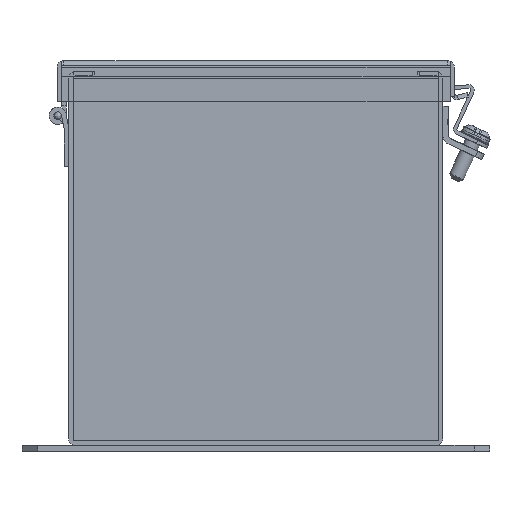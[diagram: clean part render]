
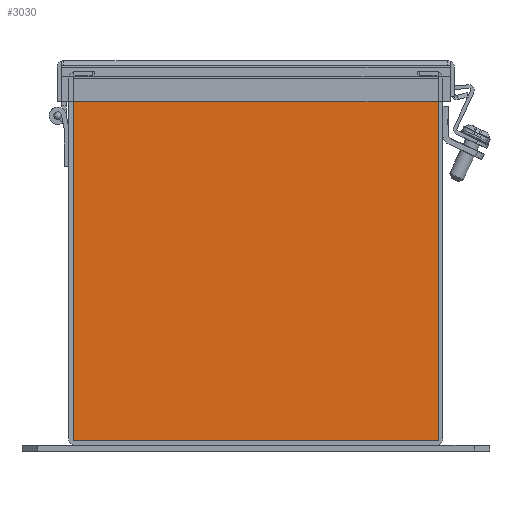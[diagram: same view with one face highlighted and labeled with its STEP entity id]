
A CAD part, left-side view. The second image highlights one B-rep face of the part: STEP entity #3030.
In plain terms, the highlighted planar face has unit normal (-1, 0, 0).
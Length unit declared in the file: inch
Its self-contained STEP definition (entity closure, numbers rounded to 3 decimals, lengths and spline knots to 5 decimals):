
#225 = PLANE ( 'NONE',  #13173 ) ;
#317 = ORIENTED_EDGE ( 'NONE', *, *, #3248, .F. ) ;
#1899 = VERTEX_POINT ( 'NONE', #12656 ) ;
#2454 = CARTESIAN_POINT ( 'NONE',  ( -35.997, 2.928, 5.892 ) ) ;
#2682 = VECTOR ( 'NONE', #3057, 39.37008 ) ;
#2769 = DIRECTION ( 'NONE',  ( 0., -1., 0. ) ) ;
#3030 = ADVANCED_FACE ( 'NONE', ( #18396 ), #225, .F. ) ;
#3057 = DIRECTION ( 'NONE',  ( 0., 0., 1. ) ) ;
#3248 = EDGE_CURVE ( 'NONE', #17121, #3275, #15853, .T. ) ;
#3275 = VERTEX_POINT ( 'NONE', #20632 ) ;
#4529 = LINE ( 'NONE', #18034, #6789 ) ;
#5516 = ORIENTED_EDGE ( 'NONE', *, *, #7668, .F. ) ;
#5596 = DIRECTION ( 'NONE',  ( 1., 0., 0. ) ) ;
#5956 = VECTOR ( 'NONE', #2769, 39.37008 ) ;
#6712 = DIRECTION ( 'NONE',  ( 0., 0., 1. ) ) ;
#6789 = VECTOR ( 'NONE', #11129, 39.37008 ) ;
#7120 = DIRECTION ( 'NONE',  ( 0., 1., 0. ) ) ;
#7333 = CARTESIAN_POINT ( 'NONE',  ( -35.997, 2.928, 0.072 ) ) ;
#7668 = EDGE_CURVE ( 'NONE', #8659, #1899, #10357, .T. ) ;
#8659 = VERTEX_POINT ( 'NONE', #13209 ) ;
#10325 = ORIENTED_EDGE ( 'NONE', *, *, #13330, .F. ) ;
#10357 = LINE ( 'NONE', #7333, #17433 ) ;
#11010 = CARTESIAN_POINT ( 'NONE',  ( -35.997, 2.928, 5.892 ) ) ;
#11129 = DIRECTION ( 'NONE',  ( 0., 0., -1. ) ) ;
#12656 = CARTESIAN_POINT ( 'NONE',  ( -35.997, 2.928, 0.072 ) ) ;
#13173 = AXIS2_PLACEMENT_3D ( 'NONE', #13518, #5596, #6712 ) ;
#13209 = CARTESIAN_POINT ( 'NONE',  ( -35.997, -2.928, 0.072 ) ) ;
#13330 = EDGE_CURVE ( 'NONE', #3275, #8659, #4529, .T. ) ;
#13356 = EDGE_LOOP ( 'NONE', ( #317, #15543, #5516, #10325 ) ) ;
#13518 = CARTESIAN_POINT ( 'NONE',  ( -35.997, 2.928, 0.072 ) ) ;
#15543 = ORIENTED_EDGE ( 'NONE', *, *, #16621, .F. ) ;
#15853 = LINE ( 'NONE', #11010, #5956 ) ;
#16621 = EDGE_CURVE ( 'NONE', #1899, #17121, #18301, .T. ) ;
#17121 = VERTEX_POINT ( 'NONE', #2454 ) ;
#17433 = VECTOR ( 'NONE', #7120, 39.37008 ) ;
#17881 = CARTESIAN_POINT ( 'NONE',  ( -35.997, 2.928, 0.072 ) ) ;
#18034 = CARTESIAN_POINT ( 'NONE',  ( -35.997, -2.928, 0.072 ) ) ;
#18301 = LINE ( 'NONE', #17881, #2682 ) ;
#18396 = FACE_OUTER_BOUND ( 'NONE', #13356, .T. ) ;
#20632 = CARTESIAN_POINT ( 'NONE',  ( -35.997, -2.928, 5.892 ) ) ;
